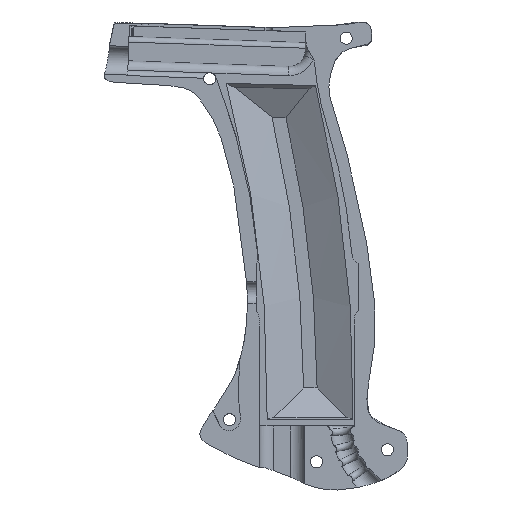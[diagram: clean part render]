
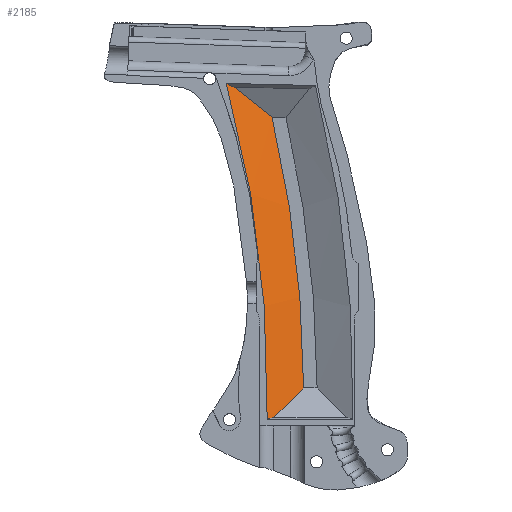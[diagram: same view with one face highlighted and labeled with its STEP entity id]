
A CAD part, top view. The second image highlights one B-rep face of the part: STEP entity #2185.
In plain terms, the highlighted conical face has half-angle 60.642 degrees and reference radius 325.879 mm.
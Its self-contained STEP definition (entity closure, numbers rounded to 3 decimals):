
#28=(
BOUNDED_CURVE()
B_SPLINE_CURVE(2,(#4167,#4168,#4169),.UNSPECIFIED.,.F.,.F.)
B_SPLINE_CURVE_WITH_KNOTS((3,3),(0.797,1.05),
 .UNSPECIFIED.)
CURVE()
GEOMETRIC_REPRESENTATION_ITEM()
RATIONAL_B_SPLINE_CURVE((1.,1.,1.))
REPRESENTATION_ITEM('')
);
#29=(
BOUNDED_CURVE()
B_SPLINE_CURVE(2,(#4173,#4174,#4175),.UNSPECIFIED.,.F.,.F.)
B_SPLINE_CURVE_WITH_KNOTS((3,3),(0.805,1.014),
 .UNSPECIFIED.)
CURVE()
GEOMETRIC_REPRESENTATION_ITEM()
RATIONAL_B_SPLINE_CURVE((1.,1.,1.))
REPRESENTATION_ITEM('')
);
#30=(
BOUNDED_CURVE()
B_SPLINE_CURVE(2,(#4177,#4178,#4179),.UNSPECIFIED.,.F.,.F.)
B_SPLINE_CURVE_WITH_KNOTS((3,3),(0.818,2.034),
 .UNSPECIFIED.)
CURVE()
GEOMETRIC_REPRESENTATION_ITEM()
RATIONAL_B_SPLINE_CURVE((1.,1.,1.))
REPRESENTATION_ITEM('')
);
#31=(
BOUNDED_CURVE()
B_SPLINE_CURVE(2,(#4182,#4183,#4184),.UNSPECIFIED.,.F.,.F.)
B_SPLINE_CURVE_WITH_KNOTS((3,3),(1.38,2.764),
 .UNSPECIFIED.)
CURVE()
GEOMETRIC_REPRESENTATION_ITEM()
RATIONAL_B_SPLINE_CURVE((1.,1.,1.))
REPRESENTATION_ITEM('')
);
#35=CONICAL_SURFACE('',#2376,325.879,1.058);
#142=FACE_OUTER_BOUND('',#270,.T.);
#270=EDGE_LOOP('',(#1587,#1588,#1589,#1590,#1591,#1592));
#436=CIRCLE('',#2374,320.101);
#437=CIRCLE('',#2377,329.879);
#947=VERTEX_POINT('',#4160);
#948=VERTEX_POINT('',#4162);
#949=VERTEX_POINT('',#4166);
#950=VERTEX_POINT('',#4172);
#951=VERTEX_POINT('',#4176);
#952=VERTEX_POINT('',#4180);
#1196=EDGE_CURVE('',#947,#948,#436,.T.);
#1198=EDGE_CURVE('',#949,#948,#28,.T.);
#1200=EDGE_CURVE('',#950,#947,#29,.F.);
#1201=EDGE_CURVE('',#951,#950,#30,.F.);
#1202=EDGE_CURVE('',#951,#952,#437,.T.);
#1203=EDGE_CURVE('',#952,#949,#31,.F.);
#1587=ORIENTED_EDGE('',*,*,#1196,.F.);
#1588=ORIENTED_EDGE('',*,*,#1200,.F.);
#1589=ORIENTED_EDGE('',*,*,#1201,.F.);
#1590=ORIENTED_EDGE('',*,*,#1202,.T.);
#1591=ORIENTED_EDGE('',*,*,#1203,.T.);
#1592=ORIENTED_EDGE('',*,*,#1198,.T.);
#2185=ADVANCED_FACE('',(#142),#35,.T.);
#2374=AXIS2_PLACEMENT_3D('',#4163,#2693,#2694);
#2376=AXIS2_PLACEMENT_3D('',#4171,#2699,#2700);
#2377=AXIS2_PLACEMENT_3D('',#4181,#2701,#2702);
#2693=DIRECTION('center_axis',(0.,0.,
1.));
#2694=DIRECTION('ref_axis',(1.,-0.021,0.));
#2699=DIRECTION('center_axis',(0.,0.,-1.));
#2700=DIRECTION('ref_axis',(1.,-0.021,0.));
#2701=DIRECTION('center_axis',(0.,0.,
1.));
#2702=DIRECTION('ref_axis',(1.,-0.021,0.));
#4160=CARTESIAN_POINT('',(-11.58,-18.795,35.85));
#4162=CARTESIAN_POINT('',(-22.657,72.076,35.85));
#4163=CARTESIAN_POINT('Origin',(-331.602,-11.694,35.85));
#4166=CARTESIAN_POINT('',(-20.551,71.089,34.85));
#4167=CARTESIAN_POINT('Ctrl Pts',(-20.551,71.089,34.85));
#4168=CARTESIAN_POINT('Ctrl Pts',(-21.606,71.584,35.352));
#4169=CARTESIAN_POINT('Ctrl Pts',(-22.657,72.076,35.85));
#4171=CARTESIAN_POINT('Origin',(-331.602,-11.694,32.6));
#4172=CARTESIAN_POINT('',(-9.792,-18.358,34.85));
#4173=CARTESIAN_POINT('Ctrl Pts',(-11.58,-18.795,35.85));
#4174=CARTESIAN_POINT('Ctrl Pts',(-10.688,-18.577,35.351));
#4175=CARTESIAN_POINT('Ctrl Pts',(-9.792,-18.358,34.85));
#4176=CARTESIAN_POINT('',(-1.726,-10.358,30.35));
#4177=CARTESIAN_POINT('Ctrl Pts',(-9.792,-18.358,34.85));
#4178=CARTESIAN_POINT('Ctrl Pts',(-5.759,-14.407,32.628));
#4179=CARTESIAN_POINT('Ctrl Pts',(-1.726,-10.358,30.35));
#4180=CARTESIAN_POINT('',(-10.256,62.847,30.35));
#4181=CARTESIAN_POINT('Origin',(-331.602,-11.694,30.35));
#4182=CARTESIAN_POINT('Ctrl Pts',(-20.551,71.089,34.85));
#4183=CARTESIAN_POINT('Ctrl Pts',(-15.402,67.035,32.638));
#4184=CARTESIAN_POINT('Ctrl Pts',(-10.256,62.847,30.35));
